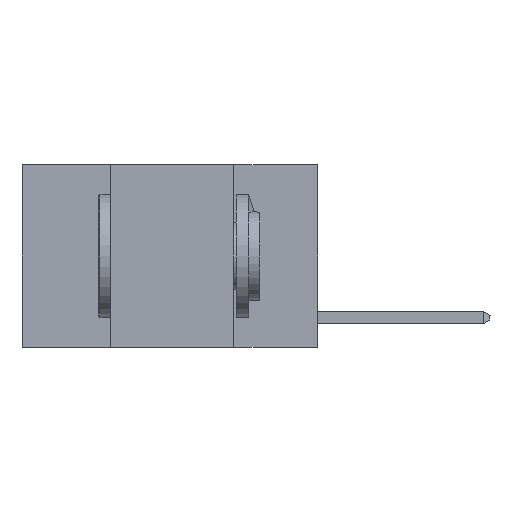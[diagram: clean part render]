
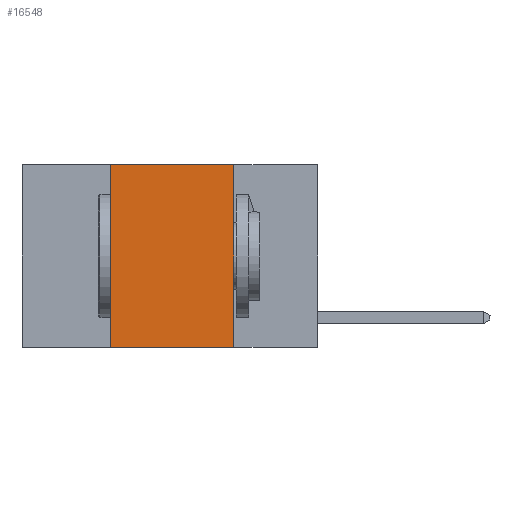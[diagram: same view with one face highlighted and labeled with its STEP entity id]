
A CAD part, left-side view. The second image highlights one B-rep face of the part: STEP entity #16548.
In plain terms, the highlighted planar face has unit normal (-1, 0, 0).
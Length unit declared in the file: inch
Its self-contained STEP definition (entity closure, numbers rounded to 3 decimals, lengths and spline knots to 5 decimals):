
#1574 = VERTEX_POINT ( 'NONE', #22080 ) ;
#3004 = AXIS2_PLACEMENT_3D ( 'NONE', #11147, #30838, #13832 ) ;
#3350 = EDGE_CURVE ( 'NONE', #25333, #23151, #27083, .T. ) ;
#4676 = ORIENTED_EDGE ( 'NONE', *, *, #29009, .F. ) ;
#5030 = VECTOR ( 'NONE', #24761, 39.37008 ) ;
#5453 = CARTESIAN_POINT ( 'NONE',  ( 0., 0.6, -0.37 ) ) ;
#5466 = DIRECTION ( 'NONE',  ( 0., 0., 1. ) ) ;
#5724 = VECTOR ( 'NONE', #14800, 39.37008 ) ;
#6921 = EDGE_CURVE ( 'NONE', #1574, #23151, #15294, .T. ) ;
#7837 = LINE ( 'NONE', #21745, #5724 ) ;
#7863 = CARTESIAN_POINT ( 'NONE',  ( 0., 0.17, 0. ) ) ;
#10164 = VERTEX_POINT ( 'NONE', #21316 ) ;
#10178 = ORIENTED_EDGE ( 'NONE', *, *, #6921, .F. ) ;
#10562 = EDGE_CURVE ( 'NONE', #25333, #10164, #19704, .T. ) ;
#11147 = CARTESIAN_POINT ( 'NONE',  ( 0., 0.6, 0. ) ) ;
#11397 = CARTESIAN_POINT ( 'NONE',  ( 0., 0.17, -0.37 ) ) ;
#13005 = VECTOR ( 'NONE', #22351, 39.37008 ) ;
#13523 = FACE_OUTER_BOUND ( 'NONE', #21756, .T. ) ;
#13832 = DIRECTION ( 'NONE',  ( 0., 0., -1. ) ) ;
#14800 = DIRECTION ( 'NONE',  ( 0., -1., 0. ) ) ;
#15294 = LINE ( 'NONE', #7863, #5030 ) ;
#16548 = ADVANCED_FACE ( 'NONE', ( #13523 ), #28164, .F. ) ;
#18441 = VECTOR ( 'NONE', #5466, 39.37008 ) ;
#19704 = LINE ( 'NONE', #22220, #18441 ) ;
#21316 = CARTESIAN_POINT ( 'NONE',  ( 0., 0.42, 0. ) ) ;
#21745 = CARTESIAN_POINT ( 'NONE',  ( 0., 0.6, 0. ) ) ;
#21756 = EDGE_LOOP ( 'NONE', ( #10178, #4676, #26543, #30422 ) ) ;
#22080 = CARTESIAN_POINT ( 'NONE',  ( 0., 0.17, 0. ) ) ;
#22220 = CARTESIAN_POINT ( 'NONE',  ( 0., 0.42, 0. ) ) ;
#22351 = DIRECTION ( 'NONE',  ( 0., -1., 0. ) ) ;
#23151 = VERTEX_POINT ( 'NONE', #11397 ) ;
#23792 = CARTESIAN_POINT ( 'NONE',  ( 0., 0.42, -0.37 ) ) ;
#24761 = DIRECTION ( 'NONE',  ( 0., 0., -1. ) ) ;
#25333 = VERTEX_POINT ( 'NONE', #23792 ) ;
#26543 = ORIENTED_EDGE ( 'NONE', *, *, #10562, .F. ) ;
#27083 = LINE ( 'NONE', #5453, #13005 ) ;
#28164 = PLANE ( 'NONE',  #3004 ) ;
#29009 = EDGE_CURVE ( 'NONE', #10164, #1574, #7837, .T. ) ;
#30422 = ORIENTED_EDGE ( 'NONE', *, *, #3350, .T. ) ;
#30838 = DIRECTION ( 'NONE',  ( 1., 0., 0. ) ) ;
